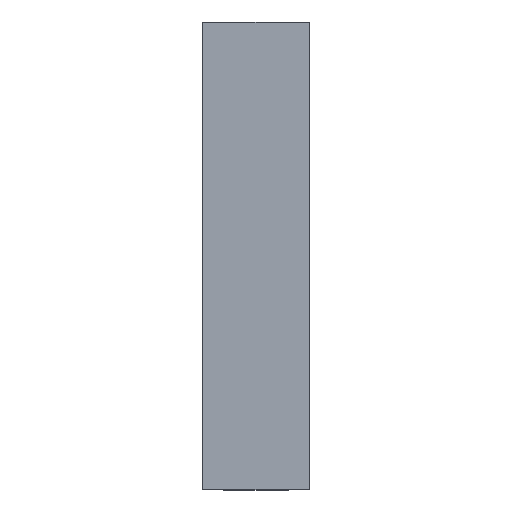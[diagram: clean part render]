
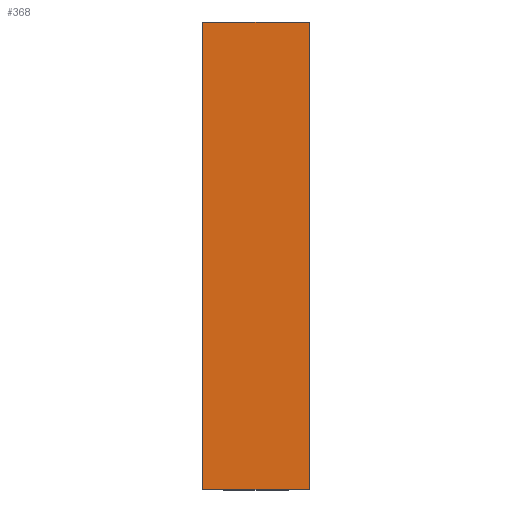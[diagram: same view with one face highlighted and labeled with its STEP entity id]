
A CAD part, top view. The second image highlights one B-rep face of the part: STEP entity #368.
In plain terms, the highlighted planar face has unit normal (0, 0, 1).
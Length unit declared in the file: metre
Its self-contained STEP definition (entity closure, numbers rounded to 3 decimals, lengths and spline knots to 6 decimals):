
#26=LINE('',#572,#54);
#36=LINE('',#592,#64);
#43=LINE('',#606,#71);
#44=LINE('',#607,#72);
#54=VECTOR('',#461,1.);
#64=VECTOR('',#475,1.);
#71=VECTOR('',#484,1.);
#72=VECTOR('',#485,1.);
#109=ORIENTED_EDGE('',*,*,#195,.T.);
#110=ORIENTED_EDGE('',*,*,#202,.T.);
#111=ORIENTED_EDGE('',*,*,#185,.F.);
#112=ORIENTED_EDGE('',*,*,#203,.T.);
#185=EDGE_CURVE('',#233,#234,#26,.T.);
#195=EDGE_CURVE('',#241,#242,#36,.T.);
#202=EDGE_CURVE('',#242,#234,#43,.T.);
#203=EDGE_CURVE('',#233,#241,#44,.T.);
#233=VERTEX_POINT('',#573);
#234=VERTEX_POINT('',#574);
#241=VERTEX_POINT('',#593);
#242=VERTEX_POINT('',#594);
#287=EDGE_LOOP('',(#109,#110,#111,#112));
#325=FACE_BOUND('',#287,.T.);
#358=PLANE('',#408);
#368=ADVANCED_FACE('',(#325),#358,.T.);
#408=AXIS2_PLACEMENT_3D('',#605,#482,#483);
#461=DIRECTION('',(0.,-1.,0.));
#475=DIRECTION('',(0.,-1.,0.));
#482=DIRECTION('',(0.,0.,1.));
#483=DIRECTION('',(0.,-1.,0.));
#484=DIRECTION('',(1.,0.,0.));
#485=DIRECTION('',(-1.,0.,0.));
#572=CARTESIAN_POINT('',(0.0125,0.06121,0.19171));
#573=CARTESIAN_POINT('',(0.0125,0.06121,0.19171));
#574=CARTESIAN_POINT('',(0.0125,-0.047982,0.19171));
#592=CARTESIAN_POINT('',(-0.0125,0.06121,0.19171));
#593=CARTESIAN_POINT('',(-0.0125,0.06121,0.19171));
#594=CARTESIAN_POINT('',(-0.0125,-0.047982,0.19171));
#605=CARTESIAN_POINT('',(0.,0.06121,0.19171));
#606=CARTESIAN_POINT('',(0.,-0.047982,0.19171));
#607=CARTESIAN_POINT('',(0.,0.06121,0.19171));
